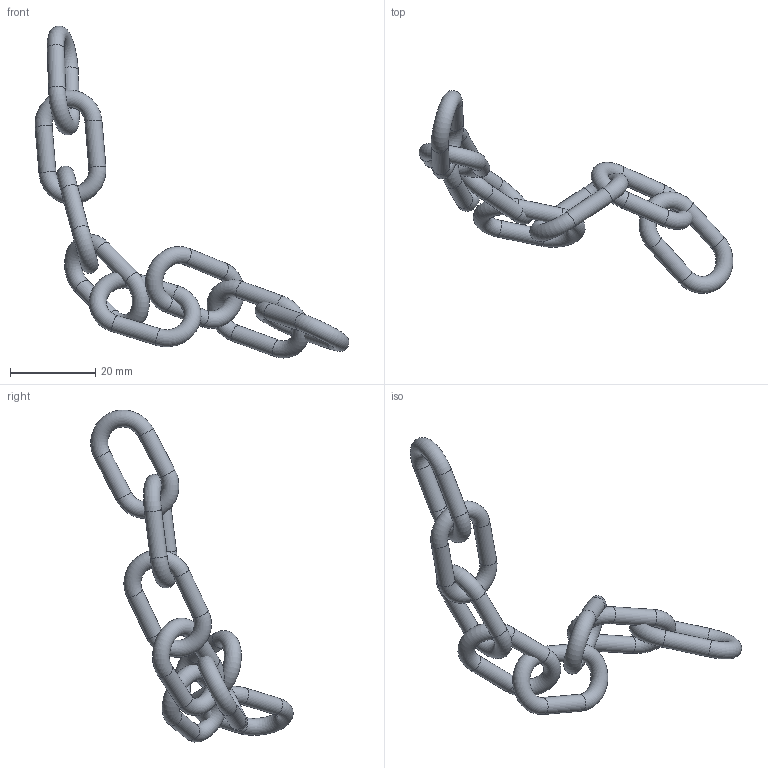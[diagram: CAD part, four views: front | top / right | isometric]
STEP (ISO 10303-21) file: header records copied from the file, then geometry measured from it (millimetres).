
FILE_DESCRIPTION(/* description */ (''),/* implementation_level */ '2;1');
FILE_NAME(/* name */ 'cadena.stp',/* time_stamp */ '2016-06-09T19:54:31-04:00',/* author */ ('hvalenzuela'),/* organization */ (''),/* preprocessor_version */ 'ST-DEVELOPER v16.1',/* originating_system */ 'Autodesk Inventor 2016',/* authorisation */ '');
FILE_SCHEMA (('AUTOMOTIVE_DESIGN { 1 0 10303 214 3 1 1 }'));
Length unit declared in the file: millimetre
Products named in the file (2): cadena; cadena_1
Assembly tree (8 placements, depth 2):
  cadena_1
    cadena  x8
Bounding box: 73.84 x 47.62 x 78.11 mm (x, y, z)
Volume: 6001.6 mm3; surface area: 6001.6 mm2
Topology: 8 solids, 8 shells, 32 faces, 64 edges, 32 vertices
Faces by surface type: torus 16, cylinder 16
Full cylindrical faces by diameter (mm): 4 x16
Entity records: 188 total; most frequent: DIRECTION 36, CARTESIAN_POINT 22, AXIS2_PLACEMENT_3D 18, PRODUCT_DEFINITION_SHAPE 10, ITEM_DEFINED_TRANSFORMATION 8, CONTEXT_DEPENDENT_SHAPE_REPRESENTATION 8, NEXT_ASSEMBLY_USAGE_OCCURRENCE 8, EDGE_LOOP 8
